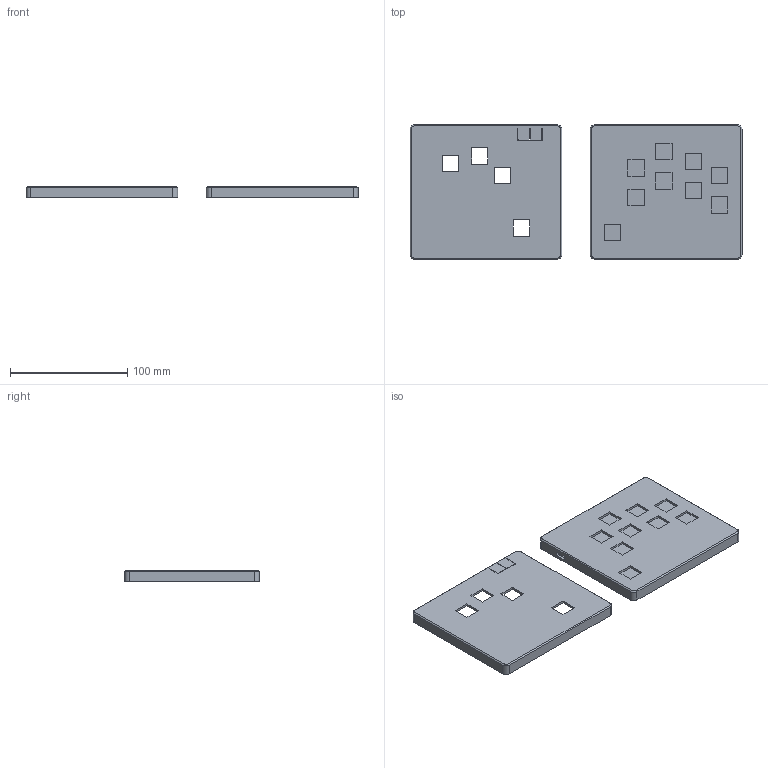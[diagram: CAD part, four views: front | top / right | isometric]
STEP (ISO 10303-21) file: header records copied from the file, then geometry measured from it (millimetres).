
FILE_DESCRIPTION(/* description */ ('','CAx-IF Rec.Pracs.---Representation and Presentation of Product Manufacturing Information (PMI)---4.0---2014-10-13'),/* implementation_level */ '2;1');
FILE_NAME(/* name */ 'fightstick v8.step',/* time_stamp */ '2024-12-08T11:45:29-05:00',/* author */ (''),/* organization */ (''),/* preprocessor_version */ 'ST-DEVELOPER v20',/* originating_system */ 'Autodesk Translation Framework v13.20.0.188',/* authorisation */ '');
FILE_SCHEMA (('AP242_MANAGED_MODEL_BASED_3D_ENGINEERING_MIM_LF { 1 0 10303 442 1 1 4 }'));
Length unit declared in the file: millimetre
Products named in the file (1): fightstick
Bounding box: 283.23 x 114.72 x 10 mm (x, y, z)
Volume: 99557.3 mm3; surface area: 101475.2 mm2
Topology: 3 solids, 3 shells, 244 faces, 664 edges, 436 vertices
Faces by surface type: plane 160, cylinder 72, cone 12
Full cylindrical faces by diameter (mm): 3 x4, 4.65 x8
Entity records: 7768 total; most frequent: CARTESIAN_POINT 1345, ORIENTED_EDGE 1328, DIRECTION 1310, EDGE_CURVE 664, LINE 508, VECTOR 508, VERTEX_POINT 436, AXIS2_PLACEMENT_3D 401
